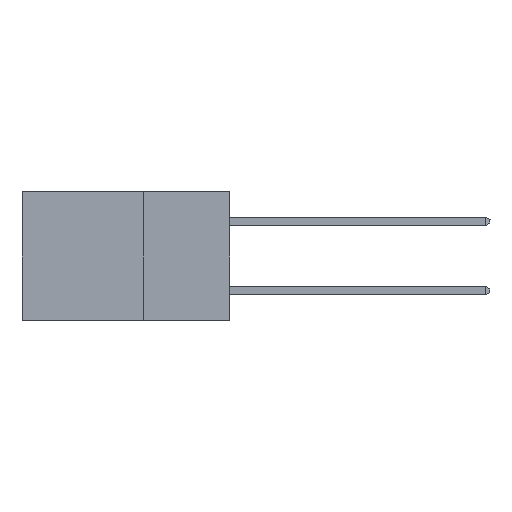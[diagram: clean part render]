
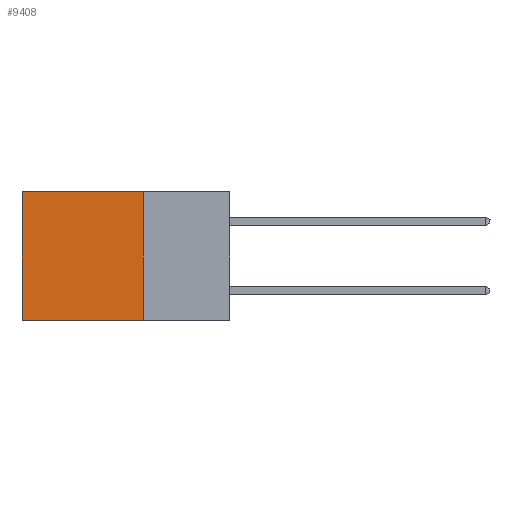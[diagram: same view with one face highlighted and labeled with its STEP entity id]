
A CAD part, left-side view. The second image highlights one B-rep face of the part: STEP entity #9408.
In plain terms, the highlighted planar face has unit normal (-1, 0, 0).
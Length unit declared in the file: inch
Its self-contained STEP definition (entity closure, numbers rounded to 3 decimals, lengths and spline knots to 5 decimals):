
#440 = CARTESIAN_POINT ( 'NONE',  ( 0.2615, 0.6, 0. ) ) ;
#1482 = ORIENTED_EDGE ( 'NONE', *, *, #6318, .T. ) ;
#1578 = CARTESIAN_POINT ( 'NONE',  ( 0.2615, 0.25, -0.37 ) ) ;
#1750 = CARTESIAN_POINT ( 'NONE',  ( 0.2615, 0.25, 0. ) ) ;
#2327 = DIRECTION ( 'NONE',  ( 0., 0., -1. ) ) ;
#3070 = CARTESIAN_POINT ( 'NONE',  ( 0.2615, 0.6, -0.37 ) ) ;
#3414 = VECTOR ( 'NONE', #11412, 39.37008 ) ;
#3984 = VECTOR ( 'NONE', #4734, 39.37008 ) ;
#4734 = DIRECTION ( 'NONE',  ( 0., 1., 0. ) ) ;
#5072 = EDGE_CURVE ( 'NONE', #13943, #11667, #17864, .T. ) ;
#5314 = VECTOR ( 'NONE', #2327, 39.37008 ) ;
#5513 = LINE ( 'NONE', #17342, #5314 ) ;
#5636 = VERTEX_POINT ( 'NONE', #14691 ) ;
#5790 = VERTEX_POINT ( 'NONE', #440 ) ;
#6029 = ORIENTED_EDGE ( 'NONE', *, *, #8336, .F. ) ;
#6106 = VECTOR ( 'NONE', #13438, 39.37008 ) ;
#6108 = DIRECTION ( 'NONE',  ( 1., 0., 0. ) ) ;
#6318 = EDGE_CURVE ( 'NONE', #5636, #5790, #13873, .T. ) ;
#6839 = AXIS2_PLACEMENT_3D ( 'NONE', #1578, #6108, #7546 ) ;
#6979 = LINE ( 'NONE', #18703, #3414 ) ;
#7546 = DIRECTION ( 'NONE',  ( 0., 0., -1. ) ) ;
#8336 = EDGE_CURVE ( 'NONE', #5636, #13943, #5513, .T. ) ;
#9079 = FACE_OUTER_BOUND ( 'NONE', #9444, .T. ) ;
#9408 = ADVANCED_FACE ( 'NONE', ( #9079 ), #18983, .F. ) ;
#9444 = EDGE_LOOP ( 'NONE', ( #10364, #15827, #6029, #1482 ) ) ;
#10364 = ORIENTED_EDGE ( 'NONE', *, *, #11247, .T. ) ;
#10667 = CARTESIAN_POINT ( 'NONE',  ( 0.2615, 0.25, -0.37 ) ) ;
#11247 = EDGE_CURVE ( 'NONE', #5790, #11667, #6979, .T. ) ;
#11412 = DIRECTION ( 'NONE',  ( 0., 0., -1. ) ) ;
#11667 = VERTEX_POINT ( 'NONE', #3070 ) ;
#13438 = DIRECTION ( 'NONE',  ( 0., 1., 0. ) ) ;
#13873 = LINE ( 'NONE', #1750, #3984 ) ;
#13943 = VERTEX_POINT ( 'NONE', #10667 ) ;
#14691 = CARTESIAN_POINT ( 'NONE',  ( 0.2615, 0.25, 0. ) ) ;
#15056 = CARTESIAN_POINT ( 'NONE',  ( 0.2615, 0.25, -0.37 ) ) ;
#15827 = ORIENTED_EDGE ( 'NONE', *, *, #5072, .F. ) ;
#17342 = CARTESIAN_POINT ( 'NONE',  ( 0.2615, 0.25, -0.37 ) ) ;
#17864 = LINE ( 'NONE', #15056, #6106 ) ;
#18703 = CARTESIAN_POINT ( 'NONE',  ( 0.2615, 0.6, -0.37 ) ) ;
#18983 = PLANE ( 'NONE',  #6839 ) ;
